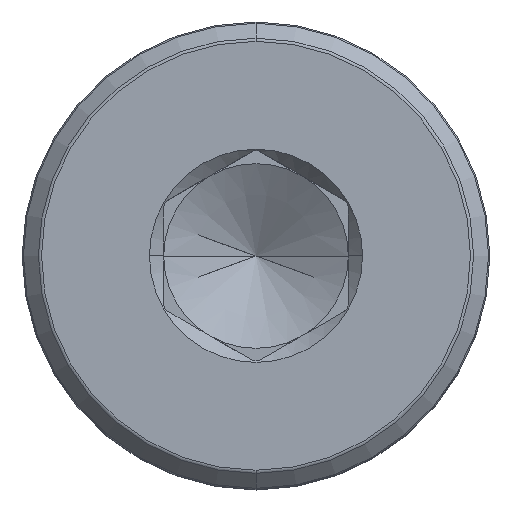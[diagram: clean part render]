
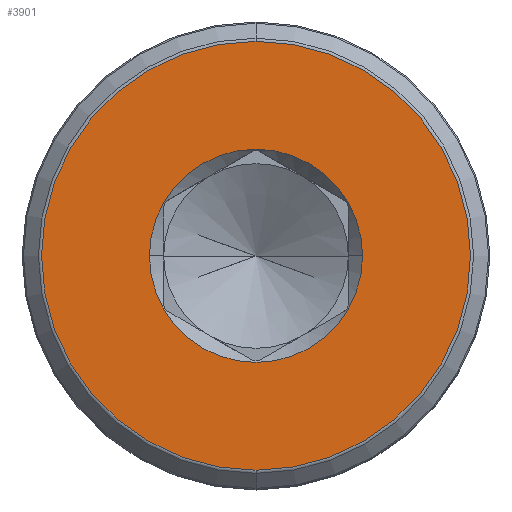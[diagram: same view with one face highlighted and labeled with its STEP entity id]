
A CAD part, top view. The second image highlights one B-rep face of the part: STEP entity #3901.
In plain terms, the highlighted planar face has unit normal (0, 0, 1).
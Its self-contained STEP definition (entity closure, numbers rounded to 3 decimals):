
#318 = AXIS2_PLACEMENT_3D ( 'NONE', #1316, #2820, #1994 ) ;
#320 = DIRECTION ( 'NONE',  ( 1., 0., 0. ) ) ;
#357 = DIRECTION ( 'NONE',  ( 1., 0., 0. ) ) ;
#661 = DIRECTION ( 'NONE',  ( 0., -1., 0. ) ) ;
#702 = CIRCLE ( 'NONE', #3219, 0.866 ) ;
#728 = DIRECTION ( 'NONE',  ( 0., 0., 1. ) ) ;
#759 = VERTEX_POINT ( 'NONE', #1884 ) ;
#911 = PLANE ( 'NONE',  #318 ) ;
#1061 = CIRCLE ( 'NONE', #3151, 1.743 ) ;
#1250 = FACE_OUTER_BOUND ( 'NONE', #3376, .T. ) ;
#1316 = CARTESIAN_POINT ( 'NONE',  ( 0., 1.743, 5. ) ) ;
#1432 = CARTESIAN_POINT ( 'NONE',  ( 0., -1.743, 5. ) ) ;
#1641 = CARTESIAN_POINT ( 'NONE',  ( 0., 1.743, 5. ) ) ;
#1698 = VERTEX_POINT ( 'NONE', #1432 ) ;
#1759 = DIRECTION ( 'NONE',  ( 0., -1., 0. ) ) ;
#1884 = CARTESIAN_POINT ( 'NONE',  ( 0.866, 0., 5. ) ) ;
#1920 = CARTESIAN_POINT ( 'NONE',  ( -0.866, 0., 5. ) ) ;
#1964 = VERTEX_POINT ( 'NONE', #1920 ) ;
#1971 = EDGE_CURVE ( 'NONE', #1964, #759, #3202, .T. ) ;
#1994 = DIRECTION ( 'NONE',  ( 0., 1., 0. ) ) ;
#1999 = DIRECTION ( 'NONE',  ( 0., 0., 1. ) ) ;
#2078 = EDGE_CURVE ( 'NONE', #759, #1964, #702, .T. ) ;
#2178 = VERTEX_POINT ( 'NONE', #1641 ) ;
#2276 = DIRECTION ( 'NONE',  ( 0., 0., 1. ) ) ;
#2377 = AXIS2_PLACEMENT_3D ( 'NONE', #4153, #3743, #1759 ) ;
#2675 = ORIENTED_EDGE ( 'NONE', *, *, #2078, .F. ) ;
#2774 = CARTESIAN_POINT ( 'NONE',  ( 0., 0., 5. ) ) ;
#2820 = DIRECTION ( 'NONE',  ( 0., 0., -1. ) ) ;
#3151 = AXIS2_PLACEMENT_3D ( 'NONE', #5060, #2276, #661 ) ;
#3186 = EDGE_CURVE ( 'NONE', #1698, #2178, #3263, .T. ) ;
#3202 = CIRCLE ( 'NONE', #4826, 0.866 ) ;
#3219 = AXIS2_PLACEMENT_3D ( 'NONE', #2774, #1999, #357 ) ;
#3263 = CIRCLE ( 'NONE', #2377, 1.743 ) ;
#3376 = EDGE_LOOP ( 'NONE', ( #3467, #3684 ) ) ;
#3467 = ORIENTED_EDGE ( 'NONE', *, *, #3186, .T. ) ;
#3684 = ORIENTED_EDGE ( 'NONE', *, *, #4312, .T. ) ;
#3743 = DIRECTION ( 'NONE',  ( 0., 0., 1. ) ) ;
#3901 = ADVANCED_FACE ( 'NONE', ( #4438, #1250 ), #911, .F. ) ;
#4053 = ORIENTED_EDGE ( 'NONE', *, *, #1971, .F. ) ;
#4153 = CARTESIAN_POINT ( 'NONE',  ( 0., 0., 5. ) ) ;
#4312 = EDGE_CURVE ( 'NONE', #2178, #1698, #1061, .T. ) ;
#4438 = FACE_BOUND ( 'NONE', #4869, .T. ) ;
#4693 = CARTESIAN_POINT ( 'NONE',  ( 0., 0., 5. ) ) ;
#4826 = AXIS2_PLACEMENT_3D ( 'NONE', #4693, #728, #320 ) ;
#4869 = EDGE_LOOP ( 'NONE', ( #2675, #4053 ) ) ;
#5060 = CARTESIAN_POINT ( 'NONE',  ( 0., 0., 5. ) ) ;
